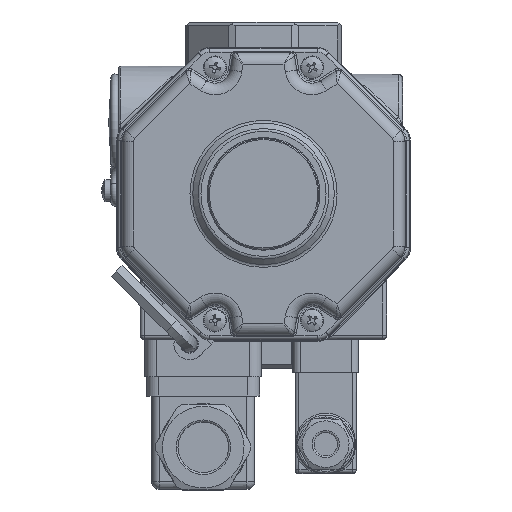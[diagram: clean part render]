
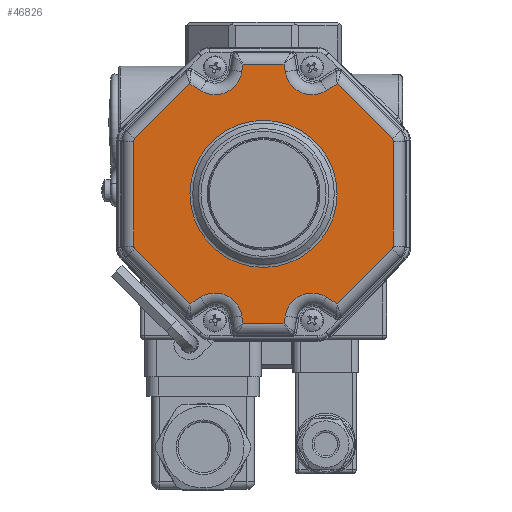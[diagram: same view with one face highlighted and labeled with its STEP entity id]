
A CAD part, top view. The second image highlights one B-rep face of the part: STEP entity #46826.
In plain terms, the highlighted face is planar.
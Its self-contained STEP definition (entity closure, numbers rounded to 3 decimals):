
#1611=PLANE('',#51220);
#4315=CIRCLE('',#51087,1.);
#4320=CIRCLE('',#51095,1.);
#4328=CIRCLE('',#51108,7.);
#4337=CIRCLE('',#51122,1.);
#4341=CIRCLE('',#51129,7.);
#4345=CIRCLE('',#51134,1.);
#4380=CIRCLE('',#51221,7.);
#4381=CIRCLE('',#51222,7.);
#4382=CIRCLE('',#51223,18.914);
#13732=ORIENTED_EDGE('',*,*,#20150,.T.);
#13733=ORIENTED_EDGE('',*,*,#20329,.T.);
#13734=ORIENTED_EDGE('',*,*,#20140,.T.);
#13735=ORIENTED_EDGE('',*,*,#20136,.T.);
#13736=ORIENTED_EDGE('',*,*,#20142,.T.);
#13737=ORIENTED_EDGE('',*,*,#20145,.T.);
#13738=ORIENTED_EDGE('',*,*,#20152,.T.);
#13739=ORIENTED_EDGE('',*,*,#20157,.T.);
#13740=ORIENTED_EDGE('',*,*,#20167,.T.);
#13741=ORIENTED_EDGE('',*,*,#20173,.T.);
#13742=ORIENTED_EDGE('',*,*,#20176,.T.);
#13743=ORIENTED_EDGE('',*,*,#20187,.T.);
#13744=ORIENTED_EDGE('',*,*,#20198,.T.);
#13745=ORIENTED_EDGE('',*,*,#20204,.T.);
#13746=ORIENTED_EDGE('',*,*,#20210,.T.);
#13747=ORIENTED_EDGE('',*,*,#20214,.T.);
#13748=ORIENTED_EDGE('',*,*,#20208,.T.);
#13749=ORIENTED_EDGE('',*,*,#20202,.T.);
#13750=ORIENTED_EDGE('',*,*,#20196,.T.);
#13751=ORIENTED_EDGE('',*,*,#20191,.T.);
#13752=ORIENTED_EDGE('',*,*,#20181,.T.);
#13753=ORIENTED_EDGE('',*,*,#20330,.T.);
#13754=ORIENTED_EDGE('',*,*,#20171,.T.);
#13755=ORIENTED_EDGE('',*,*,#20161,.T.);
#13756=ORIENTED_EDGE('',*,*,#20331,.T.);
#20136=EDGE_CURVE('',#23997,#23999,#26644,.T.);
#20140=EDGE_CURVE('',#24000,#23997,#26647,.T.);
#20142=EDGE_CURVE('',#23999,#24003,#4315,.T.);
#20145=EDGE_CURVE('',#24003,#24005,#26648,.T.);
#20150=EDGE_CURVE('',#24006,#24009,#26651,.T.);
#20152=EDGE_CURVE('',#24005,#24011,#4320,.T.);
#20157=EDGE_CURVE('',#24011,#24014,#26652,.T.);
#20161=EDGE_CURVE('',#24015,#24006,#26655,.T.);
#20167=EDGE_CURVE('',#24014,#24020,#26656,.T.);
#20171=EDGE_CURVE('',#24021,#24015,#26659,.T.);
#20173=EDGE_CURVE('',#24020,#24024,#4328,.T.);
#20176=EDGE_CURVE('',#24024,#24026,#26660,.T.);
#20181=EDGE_CURVE('',#24027,#24030,#26663,.T.);
#20187=EDGE_CURVE('',#24026,#24034,#26664,.T.);
#20191=EDGE_CURVE('',#24035,#24027,#26667,.T.);
#20196=EDGE_CURVE('',#24038,#24035,#4337,.T.);
#20198=EDGE_CURVE('',#24034,#24041,#26668,.T.);
#20202=EDGE_CURVE('',#24042,#24038,#26671,.T.);
#20204=EDGE_CURVE('',#24041,#24045,#4341,.T.);
#20208=EDGE_CURVE('',#24046,#24042,#4345,.T.);
#20210=EDGE_CURVE('',#24045,#24049,#26672,.T.);
#20214=EDGE_CURVE('',#24049,#24046,#26675,.T.);
#20329=EDGE_CURVE('',#24009,#24000,#4380,.T.);
#20330=EDGE_CURVE('',#24030,#24021,#4381,.T.);
#20331=EDGE_CURVE('',#24113,#24113,#4382,.T.);
#23997=VERTEX_POINT('',#80916);
#23999=VERTEX_POINT('',#80935);
#24000=VERTEX_POINT('',#80940);
#24003=VERTEX_POINT('',#80947);
#24005=VERTEX_POINT('',#80953);
#24006=VERTEX_POINT('',#80972);
#24009=VERTEX_POINT('',#80977);
#24011=VERTEX_POINT('',#80982);
#24014=VERTEX_POINT('',#81061);
#24015=VERTEX_POINT('',#81080);
#24020=VERTEX_POINT('',#81199);
#24021=VERTEX_POINT('',#81204);
#24024=VERTEX_POINT('',#81211);
#24026=VERTEX_POINT('',#81231);
#24027=VERTEX_POINT('',#81250);
#24030=VERTEX_POINT('',#81255);
#24034=VERTEX_POINT('',#81386);
#24035=VERTEX_POINT('',#81391);
#24038=VERTEX_POINT('',#81456);
#24041=VERTEX_POINT('',#81463);
#24042=VERTEX_POINT('',#81468);
#24045=VERTEX_POINT('',#81475);
#24046=VERTEX_POINT('',#81480);
#24049=VERTEX_POINT('',#81501);
#24113=VERTEX_POINT('',#81788);
#26644=LINE('',#80936,#29127);
#26647=LINE('',#80943,#29130);
#26648=LINE('',#80954,#29131);
#26651=LINE('',#80978,#29134);
#26652=LINE('',#81062,#29135);
#26655=LINE('',#81083,#29138);
#26656=LINE('',#81200,#29139);
#26659=LINE('',#81207,#29142);
#26660=LINE('',#81232,#29143);
#26663=LINE('',#81256,#29146);
#26664=LINE('',#81387,#29147);
#26667=LINE('',#81394,#29150);
#26668=LINE('',#81464,#29151);
#26671=LINE('',#81471,#29154);
#26672=LINE('',#81502,#29155);
#26675=LINE('',#81522,#29158);
#29127=VECTOR('',#61421,1000.);
#29130=VECTOR('',#61428,1000.);
#29131=VECTOR('',#61441,1000.);
#29134=VECTOR('',#61448,1000.);
#29135=VECTOR('',#61461,1000.);
#29138=VECTOR('',#61466,1000.);
#29139=VECTOR('',#61475,1000.);
#29142=VECTOR('',#61482,1000.);
#29143=VECTOR('',#61493,1000.);
#29146=VECTOR('',#61500,1000.);
#29147=VECTOR('',#61507,1000.);
#29150=VECTOR('',#61514,1000.);
#29151=VECTOR('',#61529,1000.);
#29154=VECTOR('',#61536,1000.);
#29155=VECTOR('',#61555,1000.);
#29158=VECTOR('',#61560,1000.);
#31886=EDGE_LOOP('',(#13732,#13733,#13734,#13735,#13736,#13737,#13738,#13739,
#13740,#13741,#13742,#13743,#13744,#13745,#13746,#13747,#13748,#13749,#13750,
#13751,#13752,#13753,#13754,#13755));
#31887=EDGE_LOOP('',(#13756));
#34745=FACE_BOUND('',#31886,.T.);
#34746=FACE_BOUND('',#31887,.T.);
#46826=ADVANCED_FACE('',(#34745,#34746),#1611,.T.);
#51087=AXIS2_PLACEMENT_3D('',#80948,#61433,#61434);
#51095=AXIS2_PLACEMENT_3D('',#80983,#61453,#61454);
#51108=AXIS2_PLACEMENT_3D('',#81212,#61487,#61488);
#51122=AXIS2_PLACEMENT_3D('',#81459,#61523,#61524);
#51129=AXIS2_PLACEMENT_3D('',#81476,#61541,#61542);
#51134=AXIS2_PLACEMENT_3D('',#81483,#61551,#61552);
#51220=AXIS2_PLACEMENT_3D('',#81784,#61807,#61808);
#51221=AXIS2_PLACEMENT_3D('',#81785,#61809,#61810);
#51222=AXIS2_PLACEMENT_3D('',#81786,#61811,#61812);
#51223=AXIS2_PLACEMENT_3D('',#81787,#61813,#61814);
#61421=DIRECTION('',(-0.707,0.,0.707));
#61428=DIRECTION('',(-0.844,0.,-0.536));
#61433=DIRECTION('',(0.,1.,0.));
#61434=DIRECTION('',(0.,0.,1.));
#61441=DIRECTION('',(0.,0.,1.));
#61448=DIRECTION('',(-0.156,0.,0.988));
#61453=DIRECTION('',(0.,1.,0.));
#61454=DIRECTION('',(0.,0.,1.));
#61461=DIRECTION('',(0.707,0.,0.707));
#61466=DIRECTION('',(-1.,0.,0.));
#61475=DIRECTION('',(0.844,0.,-0.536));
#61482=DIRECTION('',(-0.156,0.,-0.988));
#61487=DIRECTION('',(0.,-1.,0.));
#61488=DIRECTION('',(0.,0.,1.));
#61493=DIRECTION('',(0.156,0.,0.988));
#61500=DIRECTION('',(-0.844,0.,0.536));
#61507=DIRECTION('',(1.,0.,0.));
#61514=DIRECTION('',(-0.707,0.,-0.707));
#61523=DIRECTION('',(0.,1.,0.));
#61524=DIRECTION('',(0.,0.,1.));
#61529=DIRECTION('',(0.156,0.,-0.988));
#61536=DIRECTION('',(0.,0.,-1.));
#61541=DIRECTION('',(0.,-1.,0.));
#61542=DIRECTION('',(0.,0.,1.));
#61551=DIRECTION('',(0.,1.,0.));
#61552=DIRECTION('',(0.,0.,1.));
#61555=DIRECTION('',(0.844,0.,0.536));
#61560=DIRECTION('',(0.707,0.,-0.707));
#61807=DIRECTION('',(0.,1.,0.));
#61808=DIRECTION('',(0.,0.,1.));
#61809=DIRECTION('',(0.,-1.,0.));
#61810=DIRECTION('',(0.,0.,1.));
#61811=DIRECTION('',(0.,-1.,0.));
#61812=DIRECTION('',(0.,0.,1.));
#61813=DIRECTION('',(0.,-1.,0.));
#61814=DIRECTION('',(0.,0.,1.));
#80916=CARTESIAN_POINT('',(-18.939,26.,-28.296));
#80935=CARTESIAN_POINT('',(-33.107,26.,-14.128));
#80936=CARTESIAN_POINT('',(-33.107,26.,-14.128));
#80940=CARTESIAN_POINT('',(-16.251,26.,-26.59));
#80943=CARTESIAN_POINT('',(-20.292,26.,-29.154));
#80947=CARTESIAN_POINT('',(-33.4,26.,-13.421));
#80948=CARTESIAN_POINT('',(-32.4,26.,-13.421));
#80953=CARTESIAN_POINT('',(-33.4,26.,13.421));
#80954=CARTESIAN_POINT('',(-33.4,26.,13.421));
#80972=CARTESIAN_POINT('',(-5.27,26.,-33.4));
#80977=CARTESIAN_POINT('',(-5.586,26.,-31.405));
#80978=CARTESIAN_POINT('',(-10.302,26.,-1.632));
#80982=CARTESIAN_POINT('',(-33.107,26.,14.128));
#80983=CARTESIAN_POINT('',(-32.4,26.,13.421));
#81061=CARTESIAN_POINT('',(-18.939,26.,28.296));
#81062=CARTESIAN_POINT('',(-17.806,26.,29.429));
#81080=CARTESIAN_POINT('',(5.27,26.,-33.4));
#81083=CARTESIAN_POINT('',(-6.978,26.,-33.4));
#81199=CARTESIAN_POINT('',(-16.251,26.,26.59));
#81200=CARTESIAN_POINT('',(7.364,26.,11.603));
#81204=CARTESIAN_POINT('',(5.586,26.,-31.405));
#81207=CARTESIAN_POINT('',(5.003,26.,-35.087));
#81211=CARTESIAN_POINT('',(-5.586,26.,31.405));
#81212=CARTESIAN_POINT('',(-12.5,26.,32.5));
#81231=CARTESIAN_POINT('',(-5.27,26.,33.4));
#81232=CARTESIAN_POINT('',(-5.003,26.,35.087));
#81250=CARTESIAN_POINT('',(18.939,26.,-28.296));
#81255=CARTESIAN_POINT('',(16.251,26.,-26.59));
#81256=CARTESIAN_POINT('',(-7.364,26.,-11.603));
#81386=CARTESIAN_POINT('',(5.27,26.,33.4));
#81387=CARTESIAN_POINT('',(6.978,26.,33.4));
#81391=CARTESIAN_POINT('',(33.107,26.,-14.128));
#81394=CARTESIAN_POINT('',(17.806,26.,-29.429));
#81456=CARTESIAN_POINT('',(33.4,26.,-13.421));
#81459=CARTESIAN_POINT('',(32.4,26.,-13.421));
#81463=CARTESIAN_POINT('',(5.586,26.,31.405));
#81464=CARTESIAN_POINT('',(10.302,26.,1.632));
#81468=CARTESIAN_POINT('',(33.4,26.,13.421));
#81471=CARTESIAN_POINT('',(33.4,26.,-13.421));
#81475=CARTESIAN_POINT('',(16.251,26.,26.59));
#81476=CARTESIAN_POINT('',(12.5,26.,32.5));
#81480=CARTESIAN_POINT('',(33.107,26.,14.128));
#81483=CARTESIAN_POINT('',(32.4,26.,13.421));
#81501=CARTESIAN_POINT('',(18.939,26.,28.296));
#81502=CARTESIAN_POINT('',(20.292,26.,29.154));
#81522=CARTESIAN_POINT('',(33.107,26.,14.128));
#81784=CARTESIAN_POINT('',(0.,26.,0.));
#81785=CARTESIAN_POINT('',(-12.5,26.,-32.5));
#81786=CARTESIAN_POINT('',(12.5,26.,-32.5));
#81787=CARTESIAN_POINT('',(0.,26.,0.));
#81788=CARTESIAN_POINT('',(0.,26.,18.914));
